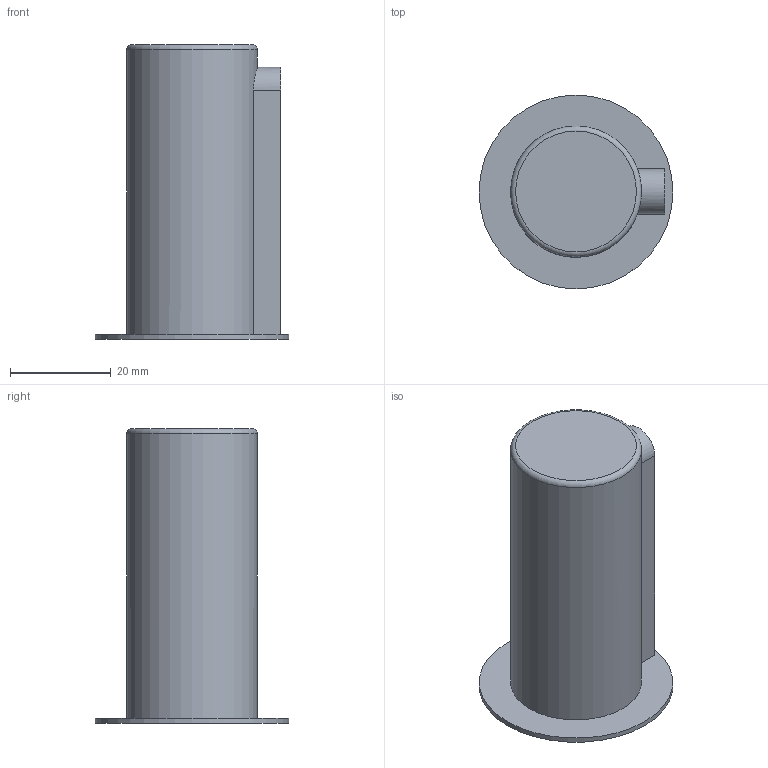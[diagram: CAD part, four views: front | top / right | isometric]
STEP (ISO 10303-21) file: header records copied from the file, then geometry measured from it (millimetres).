
FILE_DESCRIPTION( ( 'Unknown' ), '1' );
FILE_NAME( '7371267.stp', 'Unknown', ( 'Unknown' ), ( 'Unknown' ), 'PSStep 14.0', 'Unknown', ' ' );
FILE_SCHEMA( ( 'AUTOMOTIVE_DESIGN { 1 0 10303 214 1 1 1 1 }' ) );
Length unit declared in the file: millimetre
Products named in the file (1): 1
Bounding box: 38.5 x 38.5 x 58.5 mm (x, y, z)
Volume: 6579.9 mm3; surface area: 12370.5 mm2
Topology: 1 solids, 1 shells, 16 faces, 35 edges, 23 vertices
Faces by surface type: plane 11, cylinder 4, torus 1
Full cylindrical faces by diameter (mm): 24 x1, 26 x1, 38.5 x1
Entity records: 577 total; most frequent: CARTESIAN_POINT 100, DIRECTION 71, ORIENTED_EDGE 58, EDGE_CURVE 29, AXIS2_PLACEMENT_3D 26, EDGE_LOOP 22, VERTEX_POINT 21, FACE_OUTER_BOUND 20
